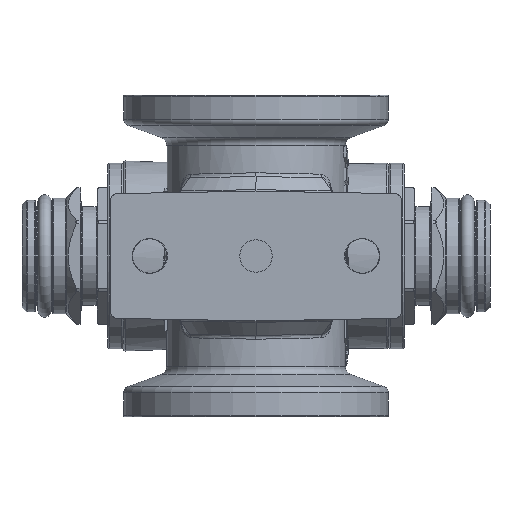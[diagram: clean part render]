
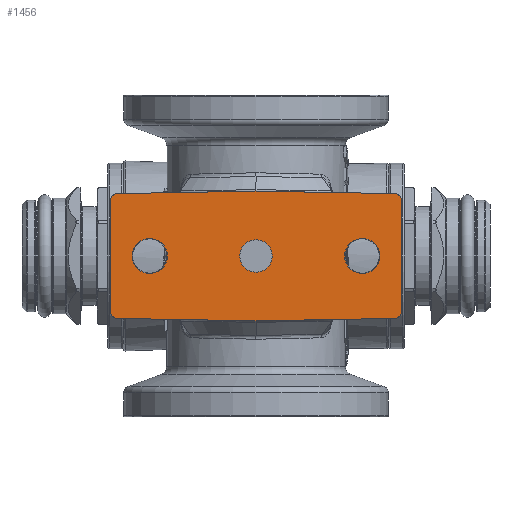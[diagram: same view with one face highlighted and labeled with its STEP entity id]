
A CAD part, front view. The second image highlights one B-rep face of the part: STEP entity #1456.
In plain terms, the highlighted face is planar.
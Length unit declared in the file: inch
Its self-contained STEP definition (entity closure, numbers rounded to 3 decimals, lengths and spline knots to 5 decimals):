
#1154 = CARTESIAN_POINT ( 'NONE',  ( 0., -0.8195, -1.4 ) ) ;
#1456 = ADVANCED_FACE ( 'NONE', ( #6208, #14062, #69444, #84206 ), #32978, .F. ) ;
#2884 = ORIENTED_EDGE ( 'NONE', *, *, #21519, .F. ) ;
#3128 = AXIS2_PLACEMENT_3D ( 'NONE', #1154, #57490, #27939 ) ;
#4187 = ORIENTED_EDGE ( 'NONE', *, *, #79130, .T. ) ;
#4482 = EDGE_CURVE ( 'NONE', #32644, #88724, #21398, .T. ) ;
#5283 = CARTESIAN_POINT ( 'NONE',  ( -0.125, 0., -1.4 ) ) ;
#6208 = FACE_BOUND ( 'NONE', #20986, .T. ) ;
#6659 = VERTEX_POINT ( 'NONE', #5283 ) ;
#7309 = CIRCLE ( 'NONE', #88348, 0.125 ) ;
#7999 = CARTESIAN_POINT ( 'NONE',  ( -0.43132, -1.12, -1.4 ) ) ;
#9333 = AXIS2_PLACEMENT_3D ( 'NONE', #50538, #71294, #85612 ) ;
#12111 = VERTEX_POINT ( 'NONE', #68633 ) ;
#12412 = CARTESIAN_POINT ( 'NONE',  ( 0.43132, 1.12, -1.4 ) ) ;
#13957 = VECTOR ( 'NONE', #69273, 39.37008 ) ;
#13958 = AXIS2_PLACEMENT_3D ( 'NONE', #53036, #44753, #87209 ) ;
#14062 = FACE_BOUND ( 'NONE', #55314, .T. ) ;
#14342 = LINE ( 'NONE', #54980, #13957 ) ;
#14965 = VERTEX_POINT ( 'NONE', #22349 ) ;
#15268 = DIRECTION ( 'NONE',  ( -0.017, 1., 0. ) ) ;
#15353 = CARTESIAN_POINT ( 'NONE',  ( -0.43132, 1.12, -1.4 ) ) ;
#15789 = ORIENTED_EDGE ( 'NONE', *, *, #47282, .T. ) ;
#16314 = AXIS2_PLACEMENT_3D ( 'NONE', #27285, #85418, #50339 ) ;
#16755 = AXIS2_PLACEMENT_3D ( 'NONE', #62546, #68543, #55631 ) ;
#17190 = EDGE_CURVE ( 'NONE', #33877, #87697, #49298, .T. ) ;
#17685 = ORIENTED_EDGE ( 'NONE', *, *, #63931, .F. ) ;
#18600 = VECTOR ( 'NONE', #38052, 39.37008 ) ;
#18653 = ORIENTED_EDGE ( 'NONE', *, *, #17190, .T. ) ;
#20785 = DIRECTION ( 'NONE',  ( 1., 0., 0. ) ) ;
#20986 = EDGE_LOOP ( 'NONE', ( #36526 ) ) ;
#21398 = LINE ( 'NONE', #49077, #77670 ) ;
#21519 = EDGE_CURVE ( 'NONE', #82011, #12111, #14342, .T. ) ;
#22349 = CARTESIAN_POINT ( 'NONE',  ( 0.13555, -0.8195, -1.4 ) ) ;
#22656 = CARTESIAN_POINT ( 'NONE',  ( -0.48015, -1.13711, -1.4 ) ) ;
#24240 = CARTESIAN_POINT ( 'NONE',  ( 0.5, -1.12, -1.4 ) ) ;
#26079 = ORIENTED_EDGE ( 'NONE', *, *, #4482, .F. ) ;
#26437 = ORIENTED_EDGE ( 'NONE', *, *, #81428, .T. ) ;
#27249 = DIRECTION ( 'NONE',  ( 0., 0., -1. ) ) ;
#27285 = CARTESIAN_POINT ( 'NONE',  ( -0.43132, 1.07, -1.4 ) ) ;
#27939 = DIRECTION ( 'NONE',  ( 1., 0., 0. ) ) ;
#28180 = CARTESIAN_POINT ( 'NONE',  ( 0.13555, 0.8195, -1.4 ) ) ;
#28662 = AXIS2_PLACEMENT_3D ( 'NONE', #78117, #57359, #56914 ) ;
#29034 = DIRECTION ( 'NONE',  ( -1., 0., 0. ) ) ;
#30089 = VECTOR ( 'NONE', #64534, 39.37008 ) ;
#31376 = EDGE_CURVE ( 'NONE', #60542, #88724, #78175, .T. ) ;
#31903 = CARTESIAN_POINT ( 'NONE',  ( 0.5, 0., -1.4 ) ) ;
#31973 = CARTESIAN_POINT ( 'NONE',  ( -0.48131, -1.07087, -1.4 ) ) ;
#32644 = VERTEX_POINT ( 'NONE', #12412 ) ;
#32978 = PLANE ( 'NONE',  #16755 ) ;
#33642 = ORIENTED_EDGE ( 'NONE', *, *, #86142, .T. ) ;
#33877 = VERTEX_POINT ( 'NONE', #7999 ) ;
#34821 = ORIENTED_EDGE ( 'NONE', *, *, #46440, .F. ) ;
#35576 = CARTESIAN_POINT ( 'NONE',  ( -0.48131, 1.07087, -1.4 ) ) ;
#36305 = ORIENTED_EDGE ( 'NONE', *, *, #78617, .F. ) ;
#36526 = ORIENTED_EDGE ( 'NONE', *, *, #56870, .F. ) ;
#37381 = EDGE_LOOP ( 'NONE', ( #36305 ) ) ;
#38052 = DIRECTION ( 'NONE',  ( -1., 0., 0. ) ) ;
#38131 = VECTOR ( 'NONE', #15268, 39.37008 ) ;
#39558 = CARTESIAN_POINT ( 'NONE',  ( 0.48131, -1.07087, -1.4 ) ) ;
#41471 = LINE ( 'NONE', #62734, #87763 ) ;
#41578 = VERTEX_POINT ( 'NONE', #28180 ) ;
#42149 = CIRCLE ( 'NONE', #84919, 0.13555 ) ;
#42962 = CIRCLE ( 'NONE', #3128, 0.13555 ) ;
#43705 = CARTESIAN_POINT ( 'NONE',  ( -0.5, 0., -1.4 ) ) ;
#44753 = DIRECTION ( 'NONE',  ( 0., 0., -1. ) ) ;
#45894 = LINE ( 'NONE', #24240, #18600 ) ;
#46440 = EDGE_CURVE ( 'NONE', #91275, #82011, #41471, .T. ) ;
#47282 = EDGE_CURVE ( 'NONE', #48258, #33877, #45894, .T. ) ;
#48258 = VERTEX_POINT ( 'NONE', #57791 ) ;
#49077 = CARTESIAN_POINT ( 'NONE',  ( 0.5, 1.12, -1.4 ) ) ;
#49298 = CIRCLE ( 'NONE', #28662, 0.05 ) ;
#49450 = LINE ( 'NONE', #22656, #38131 ) ;
#50225 = LINE ( 'NONE', #57154, #30089 ) ;
#50339 = DIRECTION ( 'NONE',  ( 1., 0., 0. ) ) ;
#50538 = CARTESIAN_POINT ( 'NONE',  ( 0.43132, 1.07, -1.4 ) ) ;
#53036 = CARTESIAN_POINT ( 'NONE',  ( 0.43132, -1.07, -1.4 ) ) ;
#54751 = EDGE_CURVE ( 'NONE', #87697, #57430, #49450, .T. ) ;
#54980 = CARTESIAN_POINT ( 'NONE',  ( 0.51954, -1.11966, -1.4 ) ) ;
#55314 = EDGE_LOOP ( 'NONE', ( #17685 ) ) ;
#55631 = DIRECTION ( 'NONE',  ( 1., 0., 0. ) ) ;
#56757 = DIRECTION ( 'NONE',  ( 0., 0., -1. ) ) ;
#56870 = EDGE_CURVE ( 'NONE', #6659, #6659, #7309, .T. ) ;
#56914 = DIRECTION ( 'NONE',  ( 1., 0., 0. ) ) ;
#57154 = CARTESIAN_POINT ( 'NONE',  ( -0.51924, -1.10221, -1.4 ) ) ;
#57359 = DIRECTION ( 'NONE',  ( 0., 0., -1. ) ) ;
#57430 = VERTEX_POINT ( 'NONE', #43705 ) ;
#57490 = DIRECTION ( 'NONE',  ( 0., 0., -1. ) ) ;
#57791 = CARTESIAN_POINT ( 'NONE',  ( 0.43132, -1.12, -1.4 ) ) ;
#60542 = VERTEX_POINT ( 'NONE', #35576 ) ;
#62546 = CARTESIAN_POINT ( 'NONE',  ( 0.5, -1.12, -1.4 ) ) ;
#62734 = CARTESIAN_POINT ( 'NONE',  ( 0.48046, -1.11966, -1.4 ) ) ;
#63669 = CARTESIAN_POINT ( 'NONE',  ( 0., 0., -1.4 ) ) ;
#63931 = EDGE_CURVE ( 'NONE', #14965, #14965, #42962, .T. ) ;
#64534 = DIRECTION ( 'NONE',  ( 0.017, 1., 0. ) ) ;
#65398 = CARTESIAN_POINT ( 'NONE',  ( 0., 0.8195, -1.4 ) ) ;
#68118 = ORIENTED_EDGE ( 'NONE', *, *, #54751, .T. ) ;
#68543 = DIRECTION ( 'NONE',  ( 0., 0., 1. ) ) ;
#68633 = CARTESIAN_POINT ( 'NONE',  ( 0.48131, 1.07087, -1.4 ) ) ;
#69273 = DIRECTION ( 'NONE',  ( -0.017, 1., 0. ) ) ;
#69444 = FACE_BOUND ( 'NONE', #37381, .T. ) ;
#70092 = DIRECTION ( 'NONE',  ( 0.017, 1., 0. ) ) ;
#71279 = CIRCLE ( 'NONE', #9333, 0.05 ) ;
#71294 = DIRECTION ( 'NONE',  ( 0., 0., -1. ) ) ;
#77670 = VECTOR ( 'NONE', #83223, 39.37008 ) ;
#78117 = CARTESIAN_POINT ( 'NONE',  ( -0.43132, -1.07, -1.4 ) ) ;
#78175 = CIRCLE ( 'NONE', #16314, 0.05 ) ;
#78617 = EDGE_CURVE ( 'NONE', #41578, #41578, #42149, .T. ) ;
#79130 = EDGE_CURVE ( 'NONE', #32644, #12111, #71279, .T. ) ;
#81428 = EDGE_CURVE ( 'NONE', #57430, #60542, #50225, .T. ) ;
#81730 = CIRCLE ( 'NONE', #13958, 0.05 ) ;
#82011 = VERTEX_POINT ( 'NONE', #31903 ) ;
#83223 = DIRECTION ( 'NONE',  ( -1., 0., 0. ) ) ;
#84206 = FACE_OUTER_BOUND ( 'NONE', #87634, .T. ) ;
#84919 = AXIS2_PLACEMENT_3D ( 'NONE', #65398, #27249, #20785 ) ;
#85418 = DIRECTION ( 'NONE',  ( 0., 0., -1. ) ) ;
#85569 = ORIENTED_EDGE ( 'NONE', *, *, #31376, .T. ) ;
#85612 = DIRECTION ( 'NONE',  ( 1., 0., 0. ) ) ;
#86142 = EDGE_CURVE ( 'NONE', #91275, #48258, #81730, .T. ) ;
#87209 = DIRECTION ( 'NONE',  ( 1., 0., 0. ) ) ;
#87634 = EDGE_LOOP ( 'NONE', ( #26437, #85569, #26079, #4187, #2884, #34821, #33642, #15789, #18653, #68118 ) ) ;
#87697 = VERTEX_POINT ( 'NONE', #31973 ) ;
#87763 = VECTOR ( 'NONE', #70092, 39.37008 ) ;
#88348 = AXIS2_PLACEMENT_3D ( 'NONE', #63669, #56757, #29034 ) ;
#88724 = VERTEX_POINT ( 'NONE', #15353 ) ;
#91275 = VERTEX_POINT ( 'NONE', #39558 ) ;
